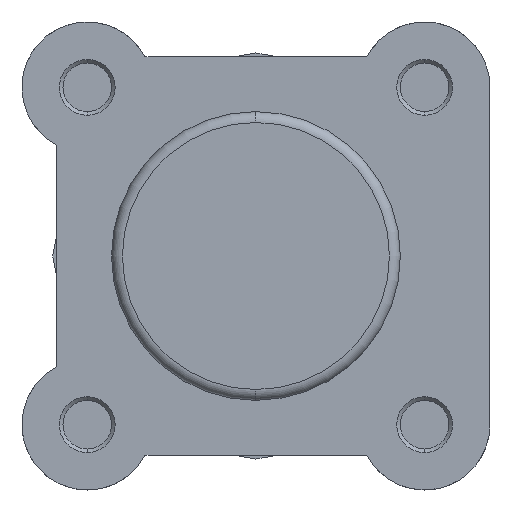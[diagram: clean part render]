
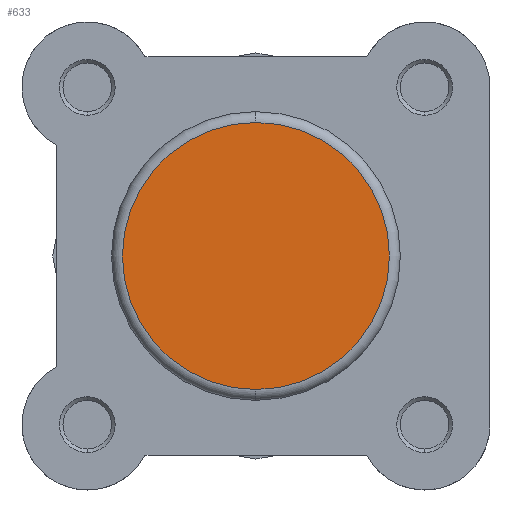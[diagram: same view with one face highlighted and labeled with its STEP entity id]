
A CAD part, left-side view. The second image highlights one B-rep face of the part: STEP entity #633.
In plain terms, the highlighted planar face has unit normal (-1, 0, 0).
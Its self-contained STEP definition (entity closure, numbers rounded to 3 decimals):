
#193 = AXIS2_PLACEMENT_3D ( 'NONE', #3896, #3683, #3687 ) ;
#281 = AXIS2_PLACEMENT_3D ( 'NONE', #1134, #1135, #1136 ) ;
#431 = AXIS2_PLACEMENT_3D ( 'NONE', #1834, #1840, #1841 ) ;
#633 = ADVANCED_FACE ( 'NONE', ( #4807 ), #3681, .F. ) ;
#1134 = CARTESIAN_POINT ( 'NONE',  ( 0., 0., 0. ) ) ;
#1135 = DIRECTION ( 'NONE',  ( -1., 0., 0. ) ) ;
#1136 = DIRECTION ( 'NONE',  ( 0., 0., -1. ) ) ;
#1834 = CARTESIAN_POINT ( 'NONE',  ( 0., 0., 0. ) ) ;
#1840 = DIRECTION ( 'NONE',  ( -1., 0., 0. ) ) ;
#1841 = DIRECTION ( 'NONE',  ( 0., 0., -1. ) ) ;
#1980 = EDGE_CURVE ( 'NONE', #3236, #3070, #5038, .T. ) ;
#2260 = EDGE_CURVE ( 'NONE', #3070, #3236, #2420, .T. ) ;
#2420 = CIRCLE ( 'NONE', #431, 18.4 ) ;
#2622 = CARTESIAN_POINT ( 'NONE',  ( 0., 0., 18.4 ) ) ;
#2699 = CARTESIAN_POINT ( 'NONE',  ( 0., 0., -18.4 ) ) ;
#3070 = VERTEX_POINT ( 'NONE', #2622 ) ;
#3236 = VERTEX_POINT ( 'NONE', #2699 ) ;
#3681 = PLANE ( 'NONE',  #193 ) ;
#3683 = DIRECTION ( 'NONE',  ( 1., 0., 0. ) ) ;
#3687 = DIRECTION ( 'NONE',  ( 0., 0., -1. ) ) ;
#3896 = CARTESIAN_POINT ( 'NONE',  ( 0., 0., 0. ) ) ;
#4278 = ORIENTED_EDGE ( 'NONE', *, *, #2260, .T. ) ;
#4279 = ORIENTED_EDGE ( 'NONE', *, *, #1980, .T. ) ;
#4362 = EDGE_LOOP ( 'NONE', ( #4279, #4278 ) ) ;
#4807 = FACE_OUTER_BOUND ( 'NONE', #4362, .T. ) ;
#5038 = CIRCLE ( 'NONE', #281, 18.4 ) ;
